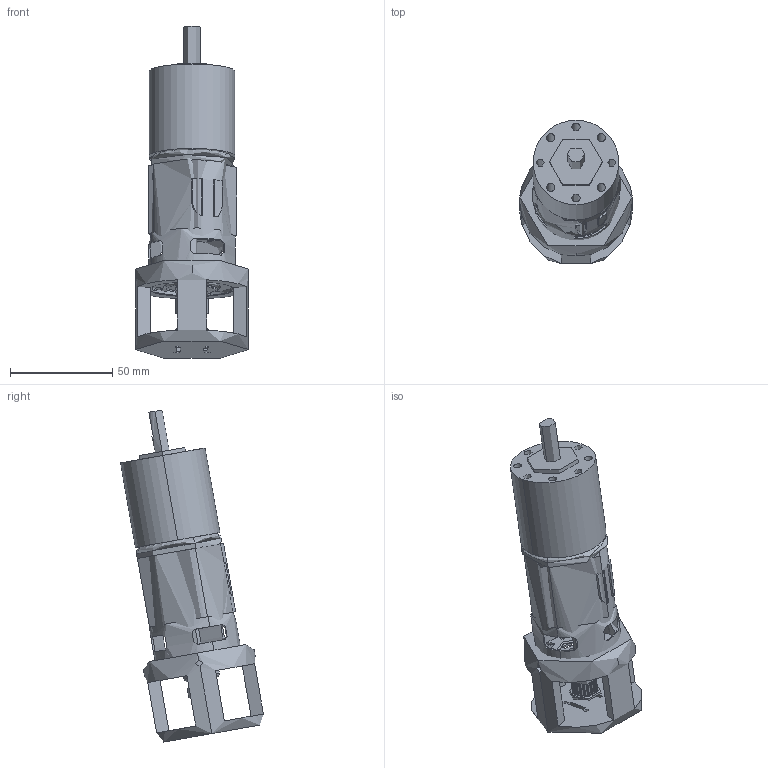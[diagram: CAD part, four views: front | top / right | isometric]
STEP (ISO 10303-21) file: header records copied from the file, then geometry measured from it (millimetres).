
FILE_DESCRIPTION (( 'STEP AP214' ), '1' );
FILE_NAME ('01_steering_wheel.STEP', '2024-06-23T07:55:07', ( '' ), ( '' ), 'SwSTEP 2.0', 'SolidWorks 2019', '' );
FILE_SCHEMA (( 'AUTOMOTIVE_DESIGN' ));
Length unit declared in the file: millimetre
Products named in the file (1): 01_steering_wheel
Bounding box: 55 x 69.97 x 162.5 mm (x, y, z)
Volume: 100380.8 mm3
Topology: 3 solids, 7 shells, 516 faces, 1479 edges, 952 vertices
Faces by surface type: cylinder 309, plane 164, torus 32, cone 11
Entity records: 18315 total; most frequent: CARTESIAN_POINT 3965, DIRECTION 3262, ORIENTED_EDGE 2966, EDGE_CURVE 1483, AXIS2_PLACEMENT_3D 1337, VERTEX_POINT 952, CIRCLE 820, EDGE_LOOP 595
